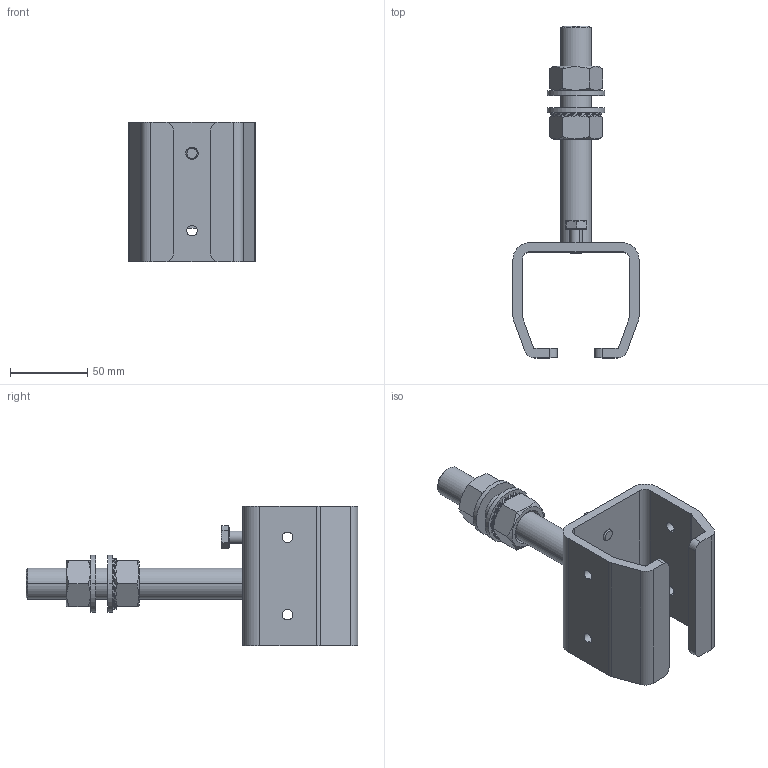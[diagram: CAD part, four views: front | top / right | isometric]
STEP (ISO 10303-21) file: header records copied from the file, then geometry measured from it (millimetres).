
FILE_DESCRIPTION (( 'STEP AP203' ), '1' );
FILE_NAME ('1.25.B04.STEP', '2017-07-20T12:15:59', ( '' ), ( '' ), 'SwSTEP 2.0', 'SolidWorks 2017', '' );
FILE_SCHEMA (( 'CONFIG_CONTROL_DESIGN' ));
Length unit declared in the file: millimetre
Products named in the file (1): 1.25.B04
Bounding box: 81.5 x 214.5 x 90 mm (x, y, z)
Volume: 195285.4 mm3; surface area: 71280.8 mm2
Topology: 8 solids, 8 shells, 1137 faces, 3332 edges, 2212 vertices
Faces by surface type: cylinder 1046, plane 57, cone 26, bspline 6, torus 2
Entity records: 47451 total; most frequent: CARTESIAN_POINT 23022, ORIENTED_EDGE 6664, EDGE_CURVE 3332, DIRECTION 2838, B_SPLINE_CURVE_WITH_KNOTS 2832, VERTEX_POINT 2212, AXIS2_PLACEMENT_3D 1338, EDGE_LOOP 1160
